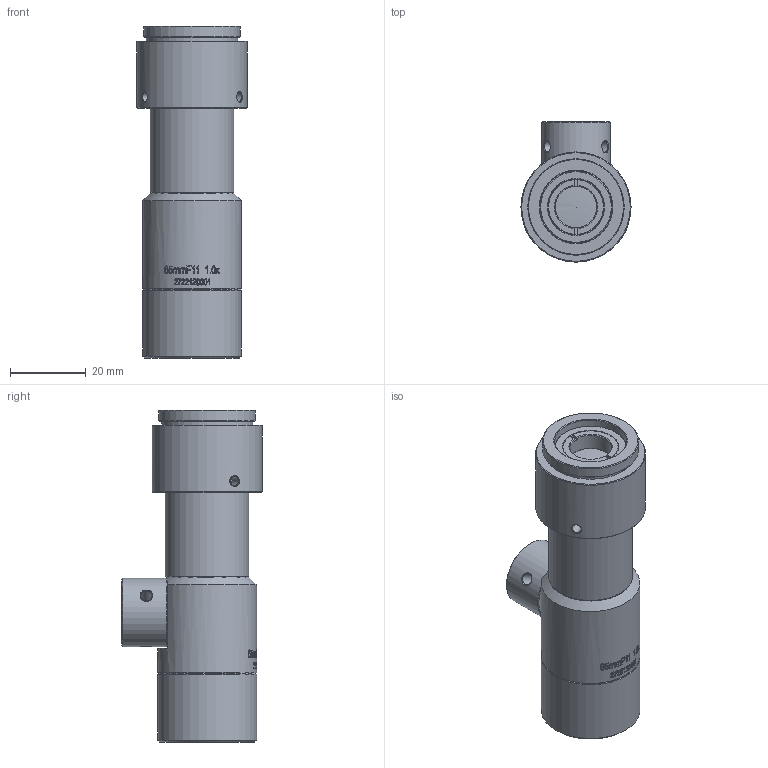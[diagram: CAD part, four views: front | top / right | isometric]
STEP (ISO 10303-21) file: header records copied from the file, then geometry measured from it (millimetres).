
FILE_DESCRIPTION(/* description */ (''),/* implementation_level */ '2;1');
FILE_NAME(/* name */ 'TC200065A_外形3D.stp',/* time_stamp */ '2022-03-22T15:25:22+08:00',/* author */ (''),/* organization */ (''),/* preprocessor_version */ 'ST-DEVELOPER v16',/* originating_system */ 'SIEMENS PLM Software NX 10.0',/* authorisation */ '');
FILE_SCHEMA (('AUTOMOTIVE_DESIGN { 1 0 10303 214 3 1 1 1 }'));
Length unit declared in the file: millimetre
Products named in the file (1): FLY37FC18144xw2
Bounding box: 29 x 37 x 87.42 mm (x, y, z)
Volume: 33647.6 mm3; surface area: 22863.8 mm2
Topology: 11 solids, 11 shells, 573 faces, 1431 edges, 933 vertices
Faces by surface type: plane 230, extrusion 151, cone 91, cylinder 87, bspline 12, sphere 2
Full cylindrical faces by diameter (mm): 2.5 x3, 3 x3, 6.6 x1, 8 x2, 9 x1, 11 x1, 11.8 x1, 11.996 x1, 12 x2, 12.4 x1, 12.6 x1, 13.2 x1, 14 x3, 14.4 x2, 15 x2, 15.2 x1, 16 x1, 17 x3, 17.2 x1, 17.4 x1, 18 x6, 18.2 x1, 19 x2, 20.2 x1, 20.4 x2, 21 x2, 21.2 x2, 21.4 x1, 22 x2, 22.2 x2
Entity records: 23554 total; most frequent: CARTESIAN_POINT 11292, ORIENTED_EDGE 2492, DIRECTION 2059, EDGE_CURVE 1246, VERTEX_POINT 887, EDGE_LOOP 791, AXIS2_PLACEMENT_3D 736, B_SPLINE_CURVE_WITH_KNOTS 636
